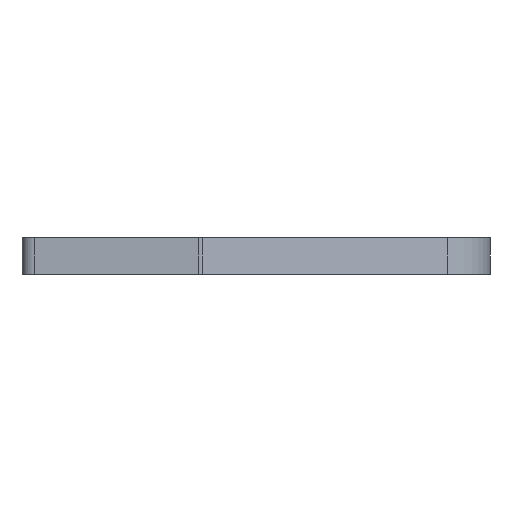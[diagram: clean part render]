
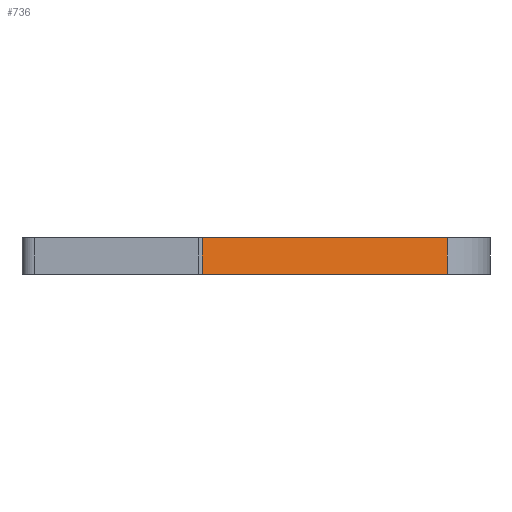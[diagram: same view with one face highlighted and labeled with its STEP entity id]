
A CAD part, front view. The second image highlights one B-rep face of the part: STEP entity #736.
In plain terms, the highlighted planar face has unit normal (0.302, -0.953, 0).
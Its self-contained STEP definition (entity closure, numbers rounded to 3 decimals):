
#28=PLANE('',#792);
#62=FACE_OUTER_BOUND('',#102,.T.);
#102=EDGE_LOOP('',(#547,#548,#549,#550));
#154=LINE('',#1112,#236);
#155=LINE('',#1115,#237);
#156=LINE('',#1117,#238);
#157=LINE('',#1118,#239);
#236=VECTOR('',#906,6.);
#237=VECTOR('',#909,41.723);
#238=VECTOR('',#910,41.723);
#239=VECTOR('',#911,6.);
#346=VERTEX_POINT('',#1106);
#348=VERTEX_POINT('',#1110);
#349=VERTEX_POINT('',#1114);
#350=VERTEX_POINT('',#1116);
#430=EDGE_CURVE('',#346,#348,#154,.T.);
#431=EDGE_CURVE('',#346,#349,#155,.T.);
#432=EDGE_CURVE('',#350,#348,#156,.T.);
#433=EDGE_CURVE('',#349,#350,#157,.T.);
#547=ORIENTED_EDGE('',*,*,#431,.F.);
#548=ORIENTED_EDGE('',*,*,#430,.T.);
#549=ORIENTED_EDGE('',*,*,#432,.F.);
#550=ORIENTED_EDGE('',*,*,#433,.F.);
#736=ADVANCED_FACE('',(#62),#28,.T.);
#792=AXIS2_PLACEMENT_3D('',#1113,#907,#908);
#906=DIRECTION('',(0.,0.,1.));
#907=DIRECTION('center_axis',(0.302,-0.953,0.));
#908=DIRECTION('ref_axis',(0.953,0.302,0.));
#909=DIRECTION('',(-0.953,-0.302,0.));
#910=DIRECTION('',(0.953,0.302,0.));
#911=DIRECTION('',(0.,0.,1.));
#1106=CARTESIAN_POINT('',(44.017,-72.118,0.));
#1110=CARTESIAN_POINT('',(44.017,-72.118,6.));
#1112=CARTESIAN_POINT('',(44.017,-72.118,0.));
#1113=CARTESIAN_POINT('Origin',(4.238,-84.707,0.));
#1114=CARTESIAN_POINT('',(4.238,-84.707,0.));
#1115=CARTESIAN_POINT('',(44.017,-72.118,0.));
#1116=CARTESIAN_POINT('',(4.238,-84.707,6.));
#1117=CARTESIAN_POINT('',(44.017,-72.118,6.));
#1118=CARTESIAN_POINT('',(4.238,-84.707,0.));
